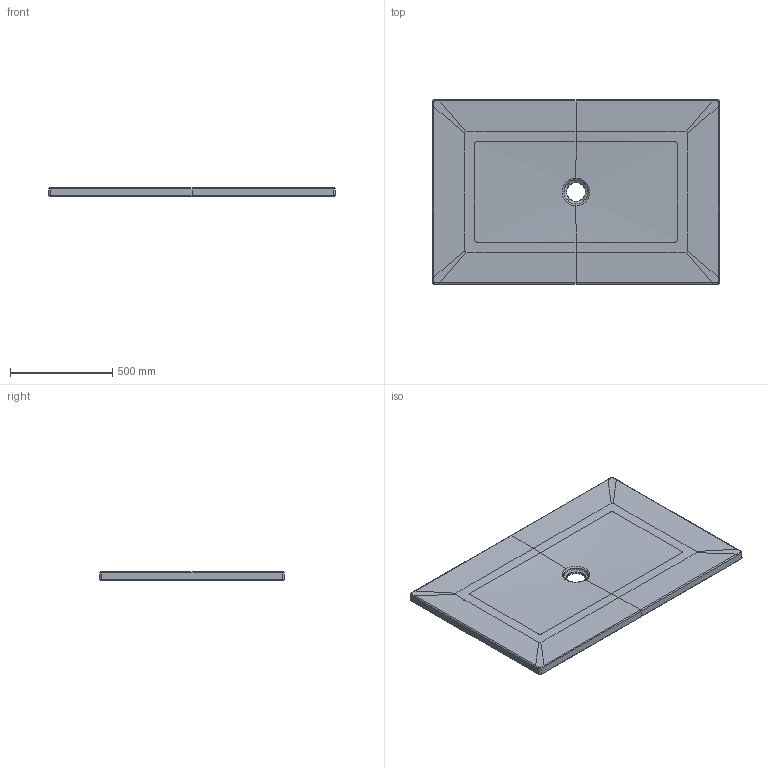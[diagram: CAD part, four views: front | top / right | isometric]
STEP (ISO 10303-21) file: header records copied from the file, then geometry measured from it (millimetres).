
FILE_DESCRIPTION(/* description */ (''),/* implementation_level */ '2;1');
FILE_NAME(/* name */ 'Infinity_R6231S4_DW 1400x900x40_RP.stp',/* time_stamp */ '2021-11-30T12:16:25+01:00',/* author */ (''),/* organization */ (''),/* preprocessor_version */ 'ST-DEVELOPER v18.1',/* originating_system */ 'SIEMENS PLM Software NX 1973',/* authorisation */ '');
FILE_SCHEMA (('AUTOMOTIVE_DESIGN { 1 0 10303 214 3 1 1 1 }'));
Products named in the file (1): rupp0D901CD3dco5
Bounding box: 1403.44 x 903.44 x 39.96 mm (x, y, z)
Volume: 25619278.7 mm3; surface area: 3106629.7 mm2
Topology: 1 solids, 1 shells, 2794 faces, 6514 edges, 3544 vertices
Faces by surface type: bspline 1984, sphere 196, plane 195, cylinder 173, torus 128, cone 116, revolution 2
Full cylindrical faces by diameter (mm): 12 x2, 26 x2
Entity records: 131169 total; most frequent: CARTESIAN_POINT 83563, ORIENTED_EDGE 12392, DIRECTION 6344, EDGE_CURVE 6196, B_SPLINE_CURVE_WITH_KNOTS 3646, VERTEX_POINT 3486, AXIS2_PLACEMENT_3D 2980, EDGE_LOOP 2878
